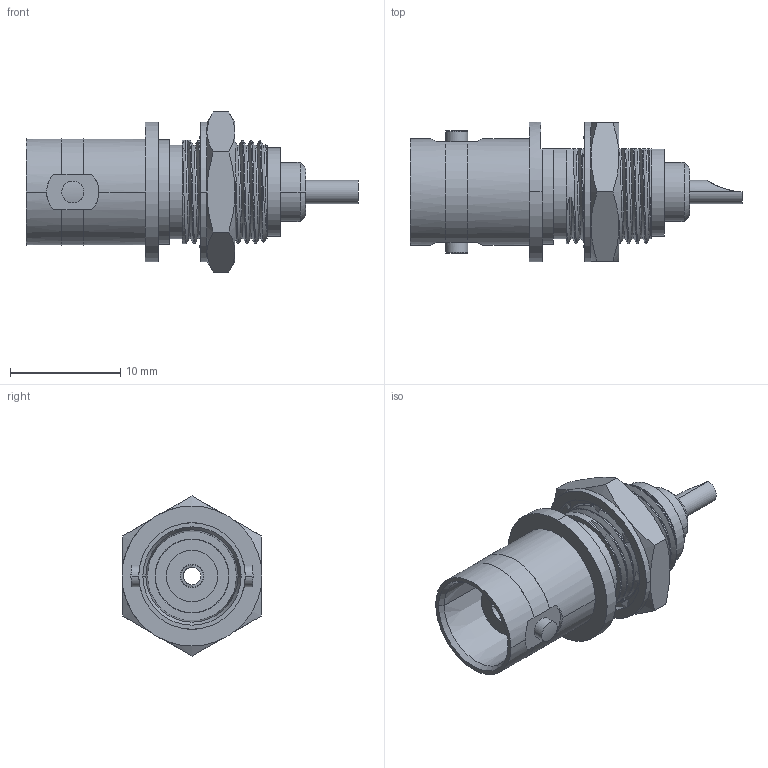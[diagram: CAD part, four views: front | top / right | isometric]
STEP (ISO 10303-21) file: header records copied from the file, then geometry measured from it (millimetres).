
FILE_DESCRIPTION((''),'2;1');
FILE_NAME('31-3376_SW0001','2009-09-17T',('Administrator'),(''),'PRO/ENGINEER BY PARAMETRIC TECHNOLOGY CORPORATION, 2008010','PRO/ENGINEER BY PARAMETRIC TECHNOLOGY CORPORATION, 2008010','');
FILE_SCHEMA(('CONFIG_CONTROL_DESIGN'));
Length unit declared in the file: inch
Products named in the file (1): 31-3376_SW0001
Bounding box: 30.12 x 12.7 x 14.52 mm (x, y, z)
Surface area: 1849.1 mm2 (no closed solid volume)
Topology: 0 solids, 7 shells, 150 faces, 484 edges, 341 vertices
Faces by surface type: cylinder 48, bspline 45, plane 31, cone 26
Entity records: 15094 total; most frequent: CARTESIAN_POINT 11182, ORIENTED_EDGE 831, DIRECTION 664, EDGE_CURVE 484, VERTEX_POINT 341, AXIS2_PLACEMENT_3D 234, VECTOR 196, LINE 196
